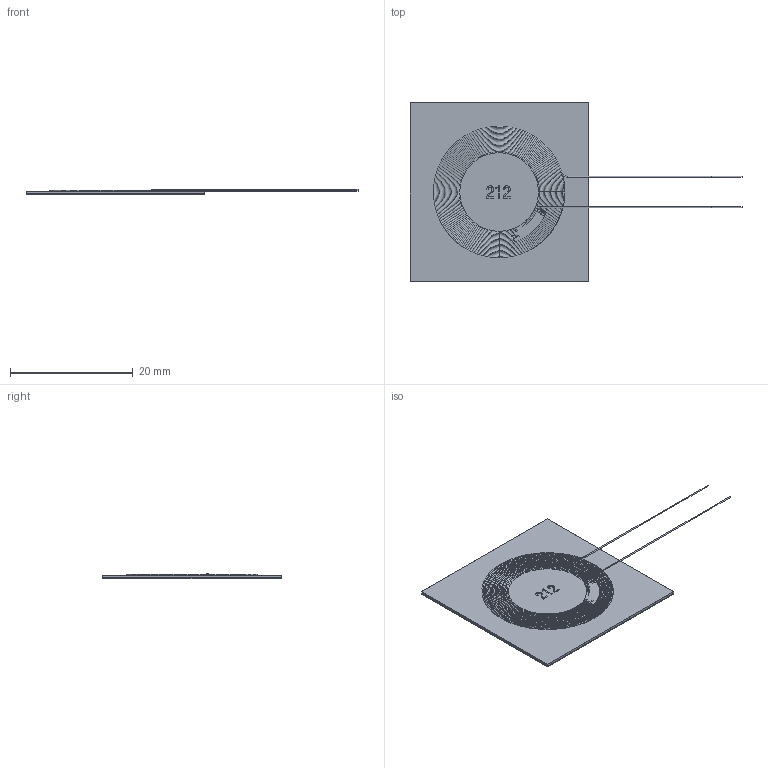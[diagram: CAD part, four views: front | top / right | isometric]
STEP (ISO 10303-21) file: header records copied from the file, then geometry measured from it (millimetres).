
FILE_DESCRIPTION( ( 'Unknown' ), '1' );
FILE_NAME( '760308102212.stp', 'Unknown', ( 'WJ' ), ( 'Würth Elektronik eiSos GmbH & Co. KG' ), 'PSStep 17.0.49', 'Solid Edge', ' ' );
FILE_SCHEMA( ( 'AUTOMOTIVE_DESIGN { 1 0 10303 214 1 1 1 1 }' ) );
Length unit declared in the file: millimetre
Products named in the file (7): Assem1; D-PET 1; C-Ferrite Sheet 1; B-Adhesive Tape 1; A-Release Paper 1; Coil; B-Adhesive Tape 3
Assembly tree (6 placements, depth 2):
  Assem1
    D-PET 1
    C-Ferrite Sheet 1
    B-Adhesive Tape 1
    A-Release Paper 1
    Coil
    B-Adhesive Tape 3
Bounding box: 54 x 29 x 0.94 mm (x, y, z)
Volume: 475.3 mm3; surface area: 7929.9 mm2
Topology: 6 solids, 6 shells, 102 faces, 212 edges, 127 vertices
Faces by surface type: plane 47, bspline 22, torus 22, cylinder 6, extrusion 5
Full cylindrical faces by diameter (mm): 0.15 x2, 0.18 x2, 12.8 x1, 21.4 x1
Entity records: 5188 total; most frequent: CARTESIAN_POINT 2357, DIRECTION 346, ORIENTED_EDGE 322, EDGE_LOOP 161, EDGE_CURVE 161, FACE_OUTER_BOUND 152, VERTEX_POINT 147, AXIS2_PLACEMENT_3D 137
